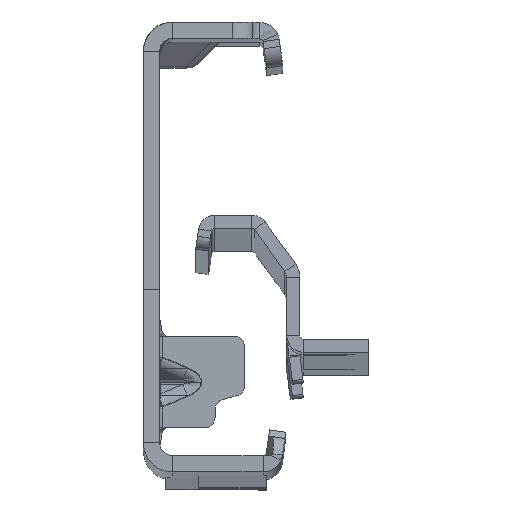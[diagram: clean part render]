
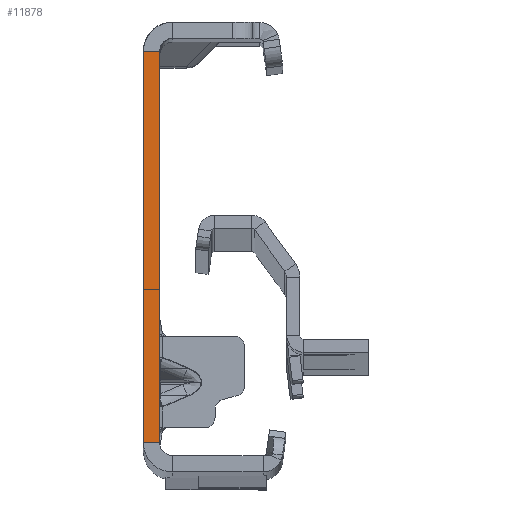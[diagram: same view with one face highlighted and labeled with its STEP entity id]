
A CAD part, top view. The second image highlights one B-rep face of the part: STEP entity #11878.
In plain terms, the highlighted planar face has unit normal (0, 0, 1).
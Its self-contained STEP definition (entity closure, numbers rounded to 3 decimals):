
#1497 = CARTESIAN_POINT ( 'NONE',  ( -2.5, -30., 0. ) ) ;
#2441 = CARTESIAN_POINT ( 'NONE',  ( 0., -30., 0. ) ) ;
#3253 = VERTEX_POINT ( 'NONE', #2441 ) ;
#3523 = DIRECTION ( 'NONE',  ( -1., 0., 0. ) ) ;
#3930 = VECTOR ( 'NONE', #17414, 1000. ) ;
#6334 = VECTOR ( 'NONE', #3523, 1000. ) ;
#7208 = ORIENTED_EDGE ( 'NONE', *, *, #48154, .F. ) ;
#10108 = CARTESIAN_POINT ( 'NONE',  ( 0., -32., 0. ) ) ;
#11343 = ORIENTED_EDGE ( 'NONE', *, *, #25484, .F. ) ;
#11878 = ADVANCED_FACE ( 'NONE', ( #31208 ), #38087, .T. ) ;
#11970 = DIRECTION ( 'NONE',  ( 0., 0., 1. ) ) ;
#13892 = LINE ( 'NONE', #10108, #37587 ) ;
#17414 = DIRECTION ( 'NONE',  ( -1., 0., 0. ) ) ;
#19105 = LINE ( 'NONE', #34554, #41076 ) ;
#20981 = VERTEX_POINT ( 'NONE', #49936 ) ;
#25484 = EDGE_CURVE ( 'NONE', #20981, #3253, #13892, .T. ) ;
#25675 = AXIS2_PLACEMENT_3D ( 'NONE', #46671, #11970, #27413 ) ;
#26282 = CARTESIAN_POINT ( 'NONE',  ( 0., 30., 0. ) ) ;
#27413 = DIRECTION ( 'NONE',  ( 1., 0., 0. ) ) ;
#29541 = EDGE_CURVE ( 'NONE', #41723, #31322, #19105, .T. ) ;
#31208 = FACE_OUTER_BOUND ( 'NONE', #43455, .T. ) ;
#31322 = VERTEX_POINT ( 'NONE', #1497 ) ;
#32618 = LINE ( 'NONE', #37175, #3930 ) ;
#33920 = DIRECTION ( 'NONE',  ( 0., -1., 0. ) ) ;
#34554 = CARTESIAN_POINT ( 'NONE',  ( -2.5, -32., 0. ) ) ;
#36675 = ORIENTED_EDGE ( 'NONE', *, *, #37201, .T. ) ;
#37175 = CARTESIAN_POINT ( 'NONE',  ( 0., -30., 0. ) ) ;
#37201 = EDGE_CURVE ( 'NONE', #20981, #41723, #38227, .T. ) ;
#37587 = VECTOR ( 'NONE', #33920, 1000. ) ;
#38052 = ORIENTED_EDGE ( 'NONE', *, *, #29541, .T. ) ;
#38087 = PLANE ( 'NONE',  #25675 ) ;
#38227 = LINE ( 'NONE', #26282, #6334 ) ;
#40476 = CARTESIAN_POINT ( 'NONE',  ( -2.5, 30., 0. ) ) ;
#41076 = VECTOR ( 'NONE', #50041, 1000. ) ;
#41723 = VERTEX_POINT ( 'NONE', #40476 ) ;
#43455 = EDGE_LOOP ( 'NONE', ( #11343, #36675, #38052, #7208 ) ) ;
#46671 = CARTESIAN_POINT ( 'NONE',  ( -2.5, -32., 0. ) ) ;
#48154 = EDGE_CURVE ( 'NONE', #3253, #31322, #32618, .T. ) ;
#49936 = CARTESIAN_POINT ( 'NONE',  ( 0., 30., 0. ) ) ;
#50041 = DIRECTION ( 'NONE',  ( 0., -1., 0. ) ) ;
